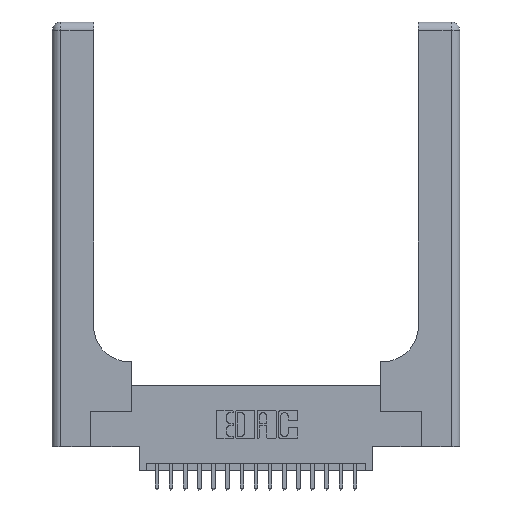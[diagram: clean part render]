
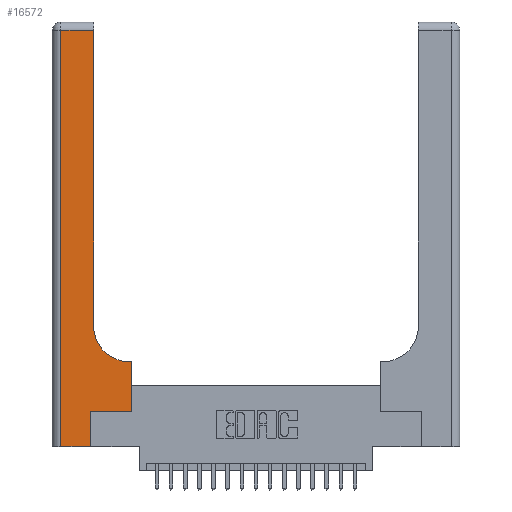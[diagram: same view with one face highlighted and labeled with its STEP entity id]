
A CAD part, top view. The second image highlights one B-rep face of the part: STEP entity #16572.
In plain terms, the highlighted planar face has unit normal (0, 0, 1).
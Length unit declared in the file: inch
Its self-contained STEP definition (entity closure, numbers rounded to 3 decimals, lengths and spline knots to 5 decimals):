
#50 = AXIS2_PLACEMENT_3D ( 'NONE', #6224, #3062, #14302 ) ;
#352 = CARTESIAN_POINT ( 'NONE',  ( 0.5585, 0.6, 0.37 ) ) ;
#375 = DIRECTION ( 'NONE',  ( -1., 0., 0. ) ) ;
#1265 = LINE ( 'NONE', #12850, #13057 ) ;
#1717 = LINE ( 'NONE', #18085, #14539 ) ;
#1979 = VECTOR ( 'NONE', #19559, 39.37008 ) ;
#1985 = VERTEX_POINT ( 'NONE', #14111 ) ;
#2075 = CARTESIAN_POINT ( 'NONE',  ( 0., 2.94, 0.37 ) ) ;
#2124 = VERTEX_POINT ( 'NONE', #8392 ) ;
#2191 = CARTESIAN_POINT ( 'NONE',  ( 0.269, 0., 0.37 ) ) ;
#2436 = AXIS2_PLACEMENT_3D ( 'NONE', #13026, #3396, #14646 ) ;
#2524 = CARTESIAN_POINT ( 'NONE',  ( 0.06, 2.94, 0.37 ) ) ;
#2943 = ORIENTED_EDGE ( 'NONE', *, *, #17880, .T. ) ;
#3047 = VERTEX_POINT ( 'NONE', #12453 ) ;
#3062 = DIRECTION ( 'NONE',  ( 0., 0., -1. ) ) ;
#3345 = FACE_OUTER_BOUND ( 'NONE', #12204, .T. ) ;
#3396 = DIRECTION ( 'NONE',  ( 0., 0., -1. ) ) ;
#3869 = CARTESIAN_POINT ( 'NONE',  ( 0.5585, 0.25, 0.37 ) ) ;
#4654 = EDGE_CURVE ( 'NONE', #19916, #1985, #13766, .T. ) ;
#4670 = CARTESIAN_POINT ( 'NONE',  ( 0.269, 0.25, 0.37 ) ) ;
#4837 = DIRECTION ( 'NONE',  ( 0., 1., 0. ) ) ;
#5201 = VECTOR ( 'NONE', #19159, 39.37008 ) ;
#5337 = ORIENTED_EDGE ( 'NONE', *, *, #4654, .T. ) ;
#5470 = DIRECTION ( 'NONE',  ( 0., 1., 0. ) ) ;
#5638 = VERTEX_POINT ( 'NONE', #18417 ) ;
#5948 = CARTESIAN_POINT ( 'NONE',  ( 0.2915, 2.94, 0.37 ) ) ;
#6224 = CARTESIAN_POINT ( 'NONE',  ( 0., 3., 0.37 ) ) ;
#6909 = DIRECTION ( 'NONE',  ( -1., 0., 0. ) ) ;
#7396 = EDGE_CURVE ( 'NONE', #1985, #11313, #18293, .T. ) ;
#7421 = VECTOR ( 'NONE', #11036, 39.37008 ) ;
#8033 = ORIENTED_EDGE ( 'NONE', *, *, #9132, .T. ) ;
#8241 = VERTEX_POINT ( 'NONE', #2524 ) ;
#8387 = ORIENTED_EDGE ( 'NONE', *, *, #7396, .T. ) ;
#8392 = CARTESIAN_POINT ( 'NONE',  ( 0.5415, 0.6, 0.37 ) ) ;
#8471 = DIRECTION ( 'NONE',  ( 0., -1., 0. ) ) ;
#9132 = EDGE_CURVE ( 'NONE', #14397, #19916, #20218, .T. ) ;
#9436 = CARTESIAN_POINT ( 'NONE',  ( 0.269, 0., 0.37 ) ) ;
#10061 = CARTESIAN_POINT ( 'NONE',  ( 0.2915, 0.6, 0.37 ) ) ;
#11036 = DIRECTION ( 'NONE',  ( 0., 1., 0. ) ) ;
#11037 = LINE ( 'NONE', #17954, #1979 ) ;
#11313 = VERTEX_POINT ( 'NONE', #352 ) ;
#12000 = CIRCLE ( 'NONE', #2436, 0.25 ) ;
#12204 = EDGE_LOOP ( 'NONE', ( #13366, #2943, #14336, #13623, #8033, #5337, #8387, #17732, #15249 ) ) ;
#12453 = CARTESIAN_POINT ( 'NONE',  ( 0.06, 0., 0.37 ) ) ;
#12692 = PLANE ( 'NONE',  #50 ) ;
#12850 = CARTESIAN_POINT ( 'NONE',  ( 0.2915, 3., 0.37 ) ) ;
#13026 = CARTESIAN_POINT ( 'NONE',  ( 0.5415, 0.85, 0.37 ) ) ;
#13057 = VECTOR ( 'NONE', #4837, 39.37008 ) ;
#13366 = ORIENTED_EDGE ( 'NONE', *, *, #13562, .T. ) ;
#13562 = EDGE_CURVE ( 'NONE', #5638, #18178, #1265, .T. ) ;
#13623 = ORIENTED_EDGE ( 'NONE', *, *, #13685, .T. ) ;
#13685 = EDGE_CURVE ( 'NONE', #3047, #14397, #11037, .T. ) ;
#13766 = LINE ( 'NONE', #20723, #5201 ) ;
#14111 = CARTESIAN_POINT ( 'NONE',  ( 0.5585, 0.25, 0.37 ) ) ;
#14263 = VECTOR ( 'NONE', #375, 39.37008 ) ;
#14302 = DIRECTION ( 'NONE',  ( -1., 0., 0. ) ) ;
#14336 = ORIENTED_EDGE ( 'NONE', *, *, #19506, .T. ) ;
#14397 = VERTEX_POINT ( 'NONE', #2191 ) ;
#14539 = VECTOR ( 'NONE', #8471, 39.37008 ) ;
#14646 = DIRECTION ( 'NONE',  ( 1., 0., 0. ) ) ;
#14867 = VECTOR ( 'NONE', #6909, 39.37008 ) ;
#15249 = ORIENTED_EDGE ( 'NONE', *, *, #20043, .T. ) ;
#16572 = ADVANCED_FACE ( 'NONE', ( #3345 ), #12692, .F. ) ;
#17732 = ORIENTED_EDGE ( 'NONE', *, *, #20152, .T. ) ;
#17793 = VECTOR ( 'NONE', #5470, 39.37008 ) ;
#17880 = EDGE_CURVE ( 'NONE', #18178, #8241, #18628, .T. ) ;
#17954 = CARTESIAN_POINT ( 'NONE',  ( 0., 0., 0.37 ) ) ;
#18085 = CARTESIAN_POINT ( 'NONE',  ( 0.06, 3., 0.37 ) ) ;
#18178 = VERTEX_POINT ( 'NONE', #5948 ) ;
#18293 = LINE ( 'NONE', #3869, #17793 ) ;
#18417 = CARTESIAN_POINT ( 'NONE',  ( 0.2915, 0.85, 0.37 ) ) ;
#18520 = LINE ( 'NONE', #10061, #14263 ) ;
#18628 = LINE ( 'NONE', #2075, #14867 ) ;
#19159 = DIRECTION ( 'NONE',  ( 1., 0., 0. ) ) ;
#19506 = EDGE_CURVE ( 'NONE', #8241, #3047, #1717, .T. ) ;
#19559 = DIRECTION ( 'NONE',  ( 1., 0., 0. ) ) ;
#19916 = VERTEX_POINT ( 'NONE', #4670 ) ;
#20043 = EDGE_CURVE ( 'NONE', #2124, #5638, #12000, .T. ) ;
#20152 = EDGE_CURVE ( 'NONE', #11313, #2124, #18520, .T. ) ;
#20218 = LINE ( 'NONE', #9436, #7421 ) ;
#20723 = CARTESIAN_POINT ( 'NONE',  ( 0.269, 0.25, 0.37 ) ) ;
